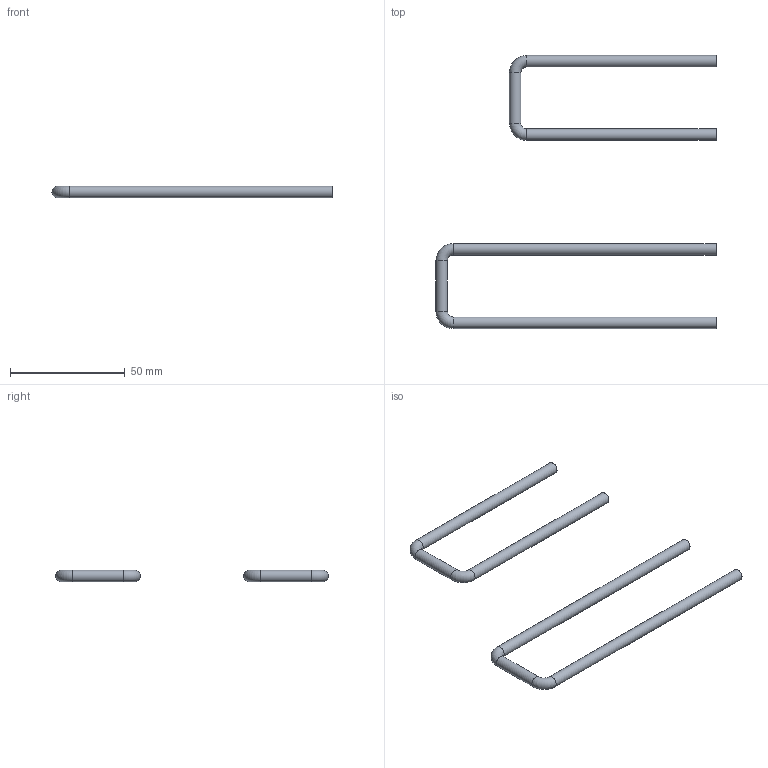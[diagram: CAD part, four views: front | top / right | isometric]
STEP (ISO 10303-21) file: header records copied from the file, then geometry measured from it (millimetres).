
FILE_DESCRIPTION(/* description */ (''),/* implementation_level */ '2;1');
FILE_NAME(/* name */ 'C-032-1,2.stp',/* time_stamp */ '2025-01-09T14:08:21+09:00',/* author */ ('user'),/* organization */ (''),/* preprocessor_version */ 'ST-DEVELOPER v15.6',/* originating_system */ 'Autodesk Inventor 2015',/* authorisation */ '');
FILE_SCHEMA (('AUTOMOTIVE_DESIGN { 1 0 10303 214 3 1 1 }'));
Length unit declared in the file: millimetre
Products named in the file (3): DR_C-032-41FS-90; DR_C-032-42FS-122; C-032-1,2(90,122)
Bounding box: 122 x 118.95 x 5 mm (x, y, z)
Volume: 9217 mm3; surface area: 7452.1 mm2
Topology: 2 solids, 2 shells, 14 faces, 22 edges, 12 vertices
Faces by surface type: cylinder 6, torus 4, plane 4
Full cylindrical faces by diameter (mm): 5 x6
Entity records: 336 total; most frequent: DIRECTION 62, CARTESIAN_POINT 43, AXIS2_PLACEMENT_3D 31, EDGE_LOOP 24, ORIENTED_EDGE 24, FACE_OUTER_BOUND 14, ADVANCED_FACE 14, CIRCLE 12
